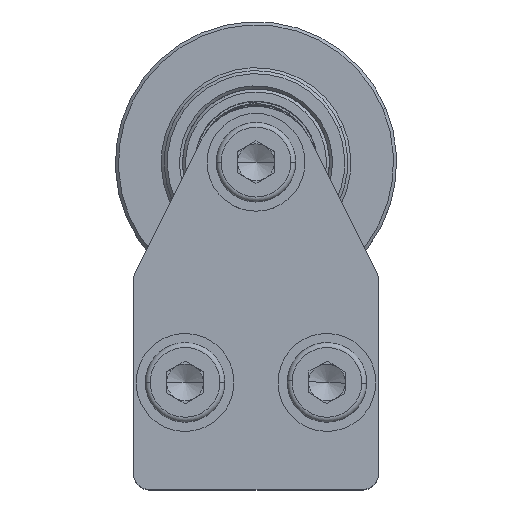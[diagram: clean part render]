
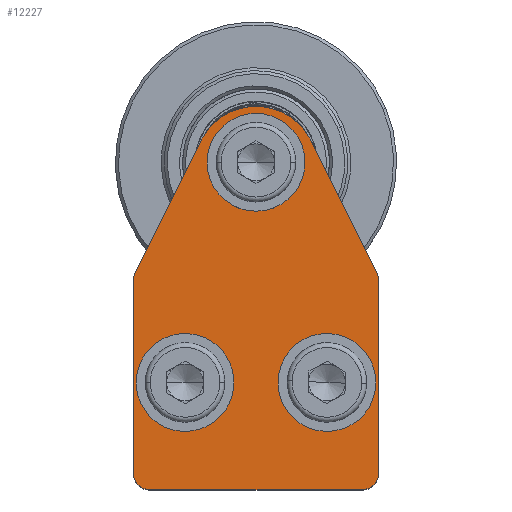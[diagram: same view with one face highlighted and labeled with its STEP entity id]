
A CAD part, top view. The second image highlights one B-rep face of the part: STEP entity #12227.
In plain terms, the highlighted planar face has unit normal (0, 0, 1).
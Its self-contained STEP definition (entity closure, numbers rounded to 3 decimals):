
#55 = EDGE_LOOP ( 'NONE', ( #15210, #9013 ) ) ;
#56 = ORIENTED_EDGE ( 'NONE', *, *, #4936, .T. ) ;
#197 = CARTESIAN_POINT ( 'NONE',  ( 20., -15., 3. ) ) ;
#225 = ORIENTED_EDGE ( 'NONE', *, *, #1075, .F. ) ;
#340 = AXIS2_PLACEMENT_3D ( 'NONE', #7017, #15569, #8400 ) ;
#405 = DIRECTION ( 'NONE',  ( 1., 0., 0. ) ) ;
#453 = ORIENTED_EDGE ( 'NONE', *, *, #1995, .F. ) ;
#573 = EDGE_CURVE ( 'NONE', #9565, #12229, #7112, .T. ) ;
#801 = VERTEX_POINT ( 'NONE', #14213 ) ;
#1075 = EDGE_CURVE ( 'NONE', #6978, #14280, #4581, .T. ) ;
#1151 = CIRCLE ( 'NONE', #14044, 2.5 ) ;
#1563 = EDGE_CURVE ( 'NONE', #12713, #801, #9424, .T. ) ;
#1809 = FACE_BOUND ( 'NONE', #55, .T. ) ;
#1848 = DIRECTION ( 'NONE',  ( 1., 0., 0. ) ) ;
#1929 = CARTESIAN_POINT ( 'NONE',  ( -20., -15., 3. ) ) ;
#1948 = DIRECTION ( 'NONE',  ( 1., 0., 0. ) ) ;
#1995 = EDGE_CURVE ( 'NONE', #5535, #13354, #3415, .T. ) ;
#2308 = ORIENTED_EDGE ( 'NONE', *, *, #14249, .T. ) ;
#2409 = DIRECTION ( 'NONE',  ( 0., 0., 1. ) ) ;
#2569 = CARTESIAN_POINT ( 'NONE',  ( -17.5, -17.5, 3. ) ) ;
#2616 = AXIS2_PLACEMENT_3D ( 'NONE', #3040, #15787, #1848 ) ;
#2682 = DIRECTION ( 'NONE',  ( 1., 0., 0. ) ) ;
#2829 = VECTOR ( 'NONE', #9325, 1000. ) ;
#2870 = CARTESIAN_POINT ( 'NONE',  ( 17.5, 16.91, 3. ) ) ;
#3040 = CARTESIAN_POINT ( 'NONE',  ( -11.6, 0., 3. ) ) ;
#3218 = DIRECTION ( 'NONE',  ( 0., 0., 1. ) ) ;
#3226 = CARTESIAN_POINT ( 'NONE',  ( 0., 35.139, 3. ) ) ;
#3277 = FACE_BOUND ( 'NONE', #8114, .T. ) ;
#3360 = DIRECTION ( 'NONE',  ( 0., -1., 0. ) ) ;
#3415 = CIRCLE ( 'NONE', #11022, 4.1 ) ;
#3599 = EDGE_CURVE ( 'NONE', #6460, #12713, #16659, .T. ) ;
#3683 = EDGE_CURVE ( 'NONE', #13925, #16855, #1151, .T. ) ;
#3833 = CARTESIAN_POINT ( 'NONE',  ( -20., 17.5, 3. ) ) ;
#3834 = ORIENTED_EDGE ( 'NONE', *, *, #13290, .T. ) ;
#3914 = CARTESIAN_POINT ( 'NONE',  ( -20., -17.5, 3. ) ) ;
#4225 = DIRECTION ( 'NONE',  ( 1., 0., 0. ) ) ;
#4358 = LINE ( 'NONE', #14176, #10424 ) ;
#4420 = CARTESIAN_POINT ( 'NONE',  ( -17.5, -15., 3. ) ) ;
#4435 = CARTESIAN_POINT ( 'NONE',  ( 0., 36., 3. ) ) ;
#4518 = DIRECTION ( 'NONE',  ( 0., 0., 1. ) ) ;
#4554 = DIRECTION ( 'NONE',  ( 0., 0., 1. ) ) ;
#4581 = CIRCLE ( 'NONE', #16279, 4.1 ) ;
#4658 = CIRCLE ( 'NONE', #7562, 4.1 ) ;
#4707 = VERTEX_POINT ( 'NONE', #197 ) ;
#4822 = CARTESIAN_POINT ( 'NONE',  ( 19.736, 18.028, 3. ) ) ;
#4936 = EDGE_CURVE ( 'NONE', #6207, #13925, #16209, .T. ) ;
#5041 = CARTESIAN_POINT ( 'NONE',  ( -19.736, 18.028, 3. ) ) ;
#5072 = ORIENTED_EDGE ( 'NONE', *, *, #12044, .T. ) ;
#5077 = CARTESIAN_POINT ( 'NONE',  ( -4.1, 36., 3. ) ) ;
#5307 = CIRCLE ( 'NONE', #340, 4.1 ) ;
#5471 = EDGE_CURVE ( 'NONE', #12229, #7033, #4358, .T. ) ;
#5535 = VERTEX_POINT ( 'NONE', #12801 ) ;
#6207 = VERTEX_POINT ( 'NONE', #13792 ) ;
#6460 = VERTEX_POINT ( 'NONE', #1929 ) ;
#6747 = ORIENTED_EDGE ( 'NONE', *, *, #573, .T. ) ;
#6754 = ORIENTED_EDGE ( 'NONE', *, *, #15785, .F. ) ;
#6943 = CARTESIAN_POINT ( 'NONE',  ( -7.5, 0., 3. ) ) ;
#6978 = VERTEX_POINT ( 'NONE', #6943 ) ;
#7017 = CARTESIAN_POINT ( 'NONE',  ( 11.6, 0., 3. ) ) ;
#7033 = VERTEX_POINT ( 'NONE', #16127 ) ;
#7112 = CIRCLE ( 'NONE', #17382, 2.5 ) ;
#7191 = FACE_OUTER_BOUND ( 'NONE', #7969, .T. ) ;
#7317 = ORIENTED_EDGE ( 'NONE', *, *, #10910, .T. ) ;
#7469 = CARTESIAN_POINT ( 'NONE',  ( -20., -17.5, 3. ) ) ;
#7562 = AXIS2_PLACEMENT_3D ( 'NONE', #14616, #4518, #1948 ) ;
#7611 = VERTEX_POINT ( 'NONE', #5077 ) ;
#7969 = EDGE_LOOP ( 'NONE', ( #15485, #7317, #56, #13171, #3834, #13665, #9836, #5072, #2308, #6747 ) ) ;
#8114 = EDGE_LOOP ( 'NONE', ( #453, #6754 ) ) ;
#8400 = DIRECTION ( 'NONE',  ( 1., 0., 0. ) ) ;
#8632 = CIRCLE ( 'NONE', #9527, 2.5 ) ;
#8646 = EDGE_CURVE ( 'NONE', #14280, #6978, #16101, .T. ) ;
#8750 = AXIS2_PLACEMENT_3D ( 'NONE', #4420, #3218, #4225 ) ;
#8811 = DIRECTION ( 'NONE',  ( 1., 0., 0. ) ) ;
#8818 = DIRECTION ( 'NONE',  ( 1., 0., 0. ) ) ;
#8826 = CIRCLE ( 'NONE', #11472, 4.1 ) ;
#8912 = ORIENTED_EDGE ( 'NONE', *, *, #8646, .F. ) ;
#8916 = CIRCLE ( 'NONE', #17982, 10. ) ;
#8935 = VECTOR ( 'NONE', #3360, 1000. ) ;
#9013 = ORIENTED_EDGE ( 'NONE', *, *, #17291, .F. ) ;
#9050 = LINE ( 'NONE', #14568, #13712 ) ;
#9201 = DIRECTION ( 'NONE',  ( 1., 0., 0. ) ) ;
#9217 = CARTESIAN_POINT ( 'NONE',  ( 20., 16.91, 3. ) ) ;
#9325 = DIRECTION ( 'NONE',  ( 1., 0., 0. ) ) ;
#9424 = LINE ( 'NONE', #3914, #2829 ) ;
#9527 = AXIS2_PLACEMENT_3D ( 'NONE', #17901, #18078, #2682 ) ;
#9565 = VERTEX_POINT ( 'NONE', #9217 ) ;
#9622 = VERTEX_POINT ( 'NONE', #9682 ) ;
#9682 = CARTESIAN_POINT ( 'NONE',  ( 4.1, 36., 3. ) ) ;
#9764 = DIRECTION ( 'NONE',  ( 1., 0., 0. ) ) ;
#9831 = AXIS2_PLACEMENT_3D ( 'NONE', #15922, #4554, #10159 ) ;
#9836 = ORIENTED_EDGE ( 'NONE', *, *, #1563, .T. ) ;
#10091 = CARTESIAN_POINT ( 'NONE',  ( -20., 16.91, 3. ) ) ;
#10159 = DIRECTION ( 'NONE',  ( 1., 0., 0. ) ) ;
#10258 = DIRECTION ( 'NONE',  ( 0., 1., 0. ) ) ;
#10424 = VECTOR ( 'NONE', #17100, 1000. ) ;
#10910 = EDGE_CURVE ( 'NONE', #7033, #6207, #8916, .T. ) ;
#11022 = AXIS2_PLACEMENT_3D ( 'NONE', #12872, #16984, #8818 ) ;
#11139 = DIRECTION ( 'NONE',  ( 0., 0., 1. ) ) ;
#11472 = AXIS2_PLACEMENT_3D ( 'NONE', #4435, #14338, #405 ) ;
#11528 = LINE ( 'NONE', #7469, #8935 ) ;
#11660 = DIRECTION ( 'NONE',  ( 0., 0., 1. ) ) ;
#11713 = EDGE_LOOP ( 'NONE', ( #8912, #225 ) ) ;
#12044 = EDGE_CURVE ( 'NONE', #801, #4707, #8632, .T. ) ;
#12227 = ADVANCED_FACE ( 'NONE', ( #3277, #7191, #14379, #1809 ), #17385, .T. ) ;
#12229 = VERTEX_POINT ( 'NONE', #4822 ) ;
#12713 = VERTEX_POINT ( 'NONE', #2569 ) ;
#12745 = VECTOR ( 'NONE', #15033, 1000. ) ;
#12801 = CARTESIAN_POINT ( 'NONE',  ( 7.5, 0., 3. ) ) ;
#12872 = CARTESIAN_POINT ( 'NONE',  ( 11.6, 0., 3. ) ) ;
#13171 = ORIENTED_EDGE ( 'NONE', *, *, #3683, .T. ) ;
#13290 = EDGE_CURVE ( 'NONE', #16855, #6460, #11528, .T. ) ;
#13354 = VERTEX_POINT ( 'NONE', #15022 ) ;
#13665 = ORIENTED_EDGE ( 'NONE', *, *, #3599, .T. ) ;
#13712 = VECTOR ( 'NONE', #10258, 1000. ) ;
#13792 = CARTESIAN_POINT ( 'NONE',  ( -8.944, 39.611, 3. ) ) ;
#13925 = VERTEX_POINT ( 'NONE', #5041 ) ;
#14044 = AXIS2_PLACEMENT_3D ( 'NONE', #16618, #15002, #16525 ) ;
#14176 = CARTESIAN_POINT ( 'NONE',  ( 0., 57.5, 3. ) ) ;
#14213 = CARTESIAN_POINT ( 'NONE',  ( 17.5, -17.5, 3. ) ) ;
#14249 = EDGE_CURVE ( 'NONE', #4707, #9565, #9050, .T. ) ;
#14280 = VERTEX_POINT ( 'NONE', #17218 ) ;
#14338 = DIRECTION ( 'NONE',  ( 0., 0., 1. ) ) ;
#14379 = FACE_BOUND ( 'NONE', #11713, .T. ) ;
#14568 = CARTESIAN_POINT ( 'NONE',  ( 20., -17.5, 3. ) ) ;
#14616 = CARTESIAN_POINT ( 'NONE',  ( 0., 36., 3. ) ) ;
#14757 = EDGE_CURVE ( 'NONE', #7611, #9622, #4658, .T. ) ;
#14810 = CARTESIAN_POINT ( 'NONE',  ( -11.6, 0., 3. ) ) ;
#15002 = DIRECTION ( 'NONE',  ( 0., 0., 1. ) ) ;
#15022 = CARTESIAN_POINT ( 'NONE',  ( 15.7, 0., 3. ) ) ;
#15033 = DIRECTION ( 'NONE',  ( -0.447, -0.894, 0. ) ) ;
#15210 = ORIENTED_EDGE ( 'NONE', *, *, #14757, .F. ) ;
#15485 = ORIENTED_EDGE ( 'NONE', *, *, #5471, .T. ) ;
#15569 = DIRECTION ( 'NONE',  ( 0., 0., 1. ) ) ;
#15785 = EDGE_CURVE ( 'NONE', #13354, #5535, #5307, .T. ) ;
#15787 = DIRECTION ( 'NONE',  ( 0., 0., 1. ) ) ;
#15922 = CARTESIAN_POINT ( 'NONE',  ( 0., 0., 3. ) ) ;
#16101 = CIRCLE ( 'NONE', #2616, 4.1 ) ;
#16127 = CARTESIAN_POINT ( 'NONE',  ( 8.944, 39.611, 3. ) ) ;
#16209 = LINE ( 'NONE', #3833, #12745 ) ;
#16279 = AXIS2_PLACEMENT_3D ( 'NONE', #14810, #2409, #9201 ) ;
#16525 = DIRECTION ( 'NONE',  ( 1., 0., 0. ) ) ;
#16618 = CARTESIAN_POINT ( 'NONE',  ( -17.5, 16.91, 3. ) ) ;
#16659 = CIRCLE ( 'NONE', #8750, 2.5 ) ;
#16855 = VERTEX_POINT ( 'NONE', #10091 ) ;
#16984 = DIRECTION ( 'NONE',  ( 0., 0., 1. ) ) ;
#17100 = DIRECTION ( 'NONE',  ( -0.447, 0.894, 0. ) ) ;
#17218 = CARTESIAN_POINT ( 'NONE',  ( -15.7, 0., 3. ) ) ;
#17291 = EDGE_CURVE ( 'NONE', #9622, #7611, #8826, .T. ) ;
#17382 = AXIS2_PLACEMENT_3D ( 'NONE', #2870, #11139, #9764 ) ;
#17385 = PLANE ( 'NONE',  #9831 ) ;
#17901 = CARTESIAN_POINT ( 'NONE',  ( 17.5, -15., 3. ) ) ;
#17982 = AXIS2_PLACEMENT_3D ( 'NONE', #3226, #11660, #8811 ) ;
#18078 = DIRECTION ( 'NONE',  ( 0., 0., 1. ) ) ;
